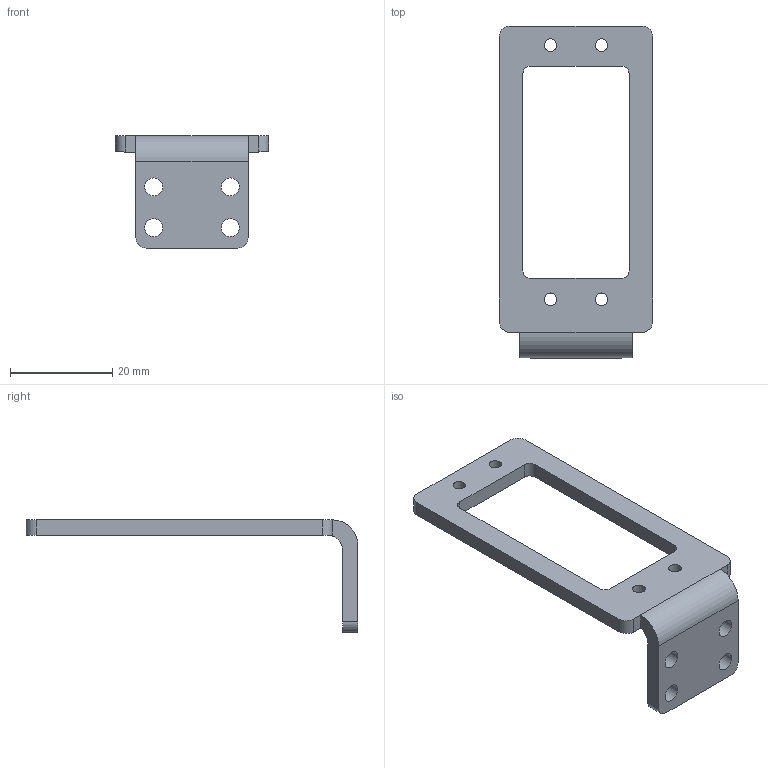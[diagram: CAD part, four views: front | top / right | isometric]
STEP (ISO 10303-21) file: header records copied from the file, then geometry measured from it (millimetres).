
FILE_DESCRIPTION(('FreeCAD Model'),'2;1');
FILE_NAME('PLAQUE2-QTITY1.step', '2018-02-09T21:24:42',('Author'),(''), 'Open CASCADE STEP processor 6.8','FreeCAD','Unknown');
FILE_SCHEMA(('AUTOMOTIVE_DESIGN_CC2 { 1 2 10303 214 -1 1 5 4 }'));
Length unit declared in the file: millimetre
Products named in the file (1): Bracket_3
Bounding box: 30 x 65 x 22 mm (x, y, z)
Volume: 4130.8 mm3; surface area: 3982.6 mm2
Topology: 1 solids, 1 shells, 36 faces, 108 edges, 74 vertices
Faces by surface type: cylinder 20, plane 16
Full cylindrical faces by diameter (mm): 2.459 x4, 3.5 x4
Entity records: 4543 total; most frequent: CARTESIAN_POINT 2583, DIRECTION 312, ORIENTED_EDGE 216, PCURVE 216, DEFINITIONAL_REPRESENTATION 216, LINE 140, VECTOR 140, EDGE_CURVE 108
